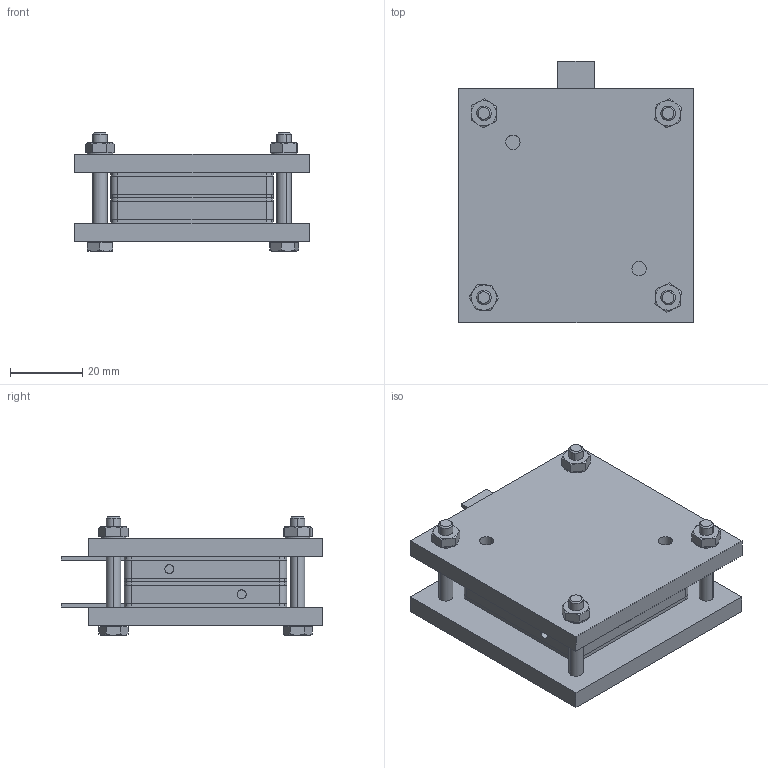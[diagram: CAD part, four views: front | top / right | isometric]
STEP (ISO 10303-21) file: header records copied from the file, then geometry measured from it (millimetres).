
FILE_DESCRIPTION (( 'STEP AP214' ), '1' );
FILE_NAME ('Lab2b.STEP', '2023-09-18T09:42:51', ( '' ), ( '' ), 'SwSTEP 2.0', 'SolidWorks 2021', '' );
FILE_SCHEMA (( 'AUTOMOTIVE_DESIGN' ));
Length unit declared in the file: millimetre
Products named in the file (8): copper; end_plate; Grapfit; silicon 20 copper; hex bolt gradeab_iso_ISO 4014 - M4 x 30 x 14-N; Lab2b; silicon 25; hex nut style 1 gradeab_iso_ISO - 4032 - M4 - W - N
Assembly tree (18 placements, depth 2):
  Lab2b
    end_plate  x2
    silicon 20 copper  x2
    copper  x2
    hex bolt gradeab_iso_ISO 4014 - M4 x 30 x 14-N  x4
    hex nut style 1 gradeab_iso_ISO - 4032 - M4 - W - N  x4
    Grapfit  x2
    silicon 25  x2
Bounding box: 65 x 72.5 x 32.8 mm (x, y, z)
Volume: 70120.3 mm3; surface area: 49714.8 mm2
Topology: 18 solids, 18 shells, 564 faces, 1370 edges, 854 vertices
Faces by surface type: plane 332, cylinder 152, cone 72, torus 8
Entity records: 7239 total; most frequent: CARTESIAN_POINT 1374, DIRECTION 1171, ORIENTED_EDGE 1118, EDGE_CURVE 559, AXIS2_PLACEMENT_3D 400, LINE 371, VECTOR 371, VERTEX_POINT 355
